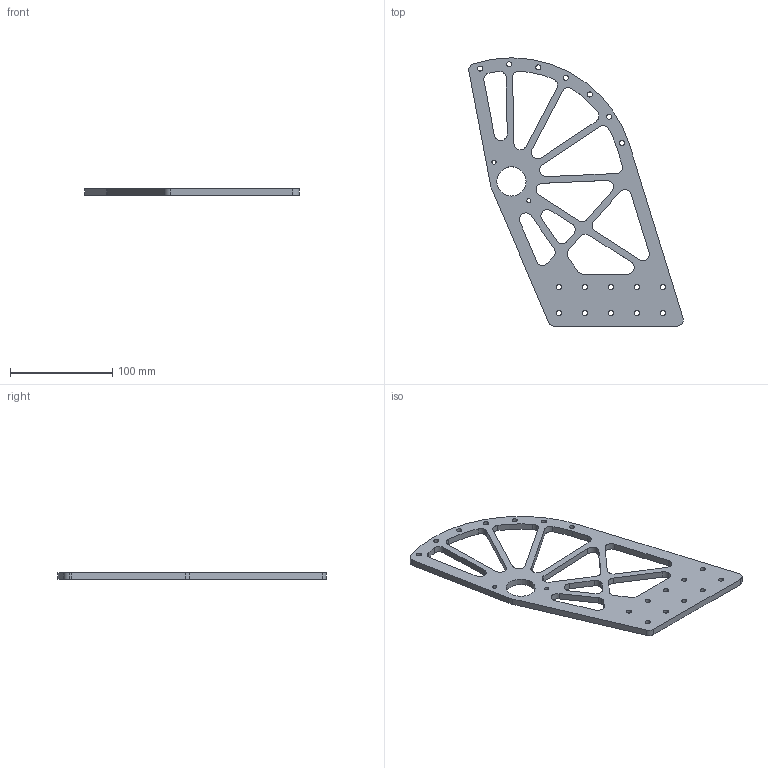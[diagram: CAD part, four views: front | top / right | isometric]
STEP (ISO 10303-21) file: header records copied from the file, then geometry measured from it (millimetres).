
FILE_DESCRIPTION (( 'STEP AP203' ), '1' );
FILE_NAME ('599-24-season-StV5-P-1001.STEP', '2024-09-27T00:38:43', ( '' ), ( '' ), 'SwSTEP 2.0', 'SolidWorks 2024', '' );
FILE_SCHEMA (( 'CONFIG_CONTROL_DESIGN' ));
Length unit declared in the file: inch
Products named in the file (1): 599-24-season-StV5-P-1001
Bounding box: 209.22 x 261.94 x 6.35 mm (x, y, z)
Volume: 121863.9 mm3; surface area: 55485.4 mm2
Topology: 1 solids, 1 shells, 116 faces, 342 edges, 228 vertices
Faces by surface type: cylinder 85, plane 31
Entity records: 4151 total; most frequent: DIRECTION 746, CARTESIAN_POINT 687, ORIENTED_EDGE 684, EDGE_CURVE 342, AXIS2_PLACEMENT_3D 287, VERTEX_POINT 228, EDGE_LOOP 174, VECTOR 172
